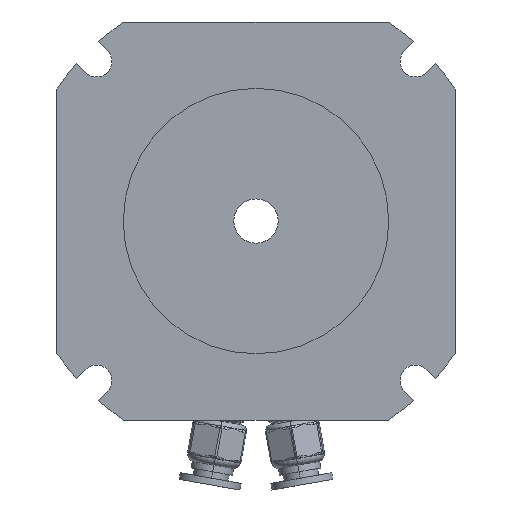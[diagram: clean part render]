
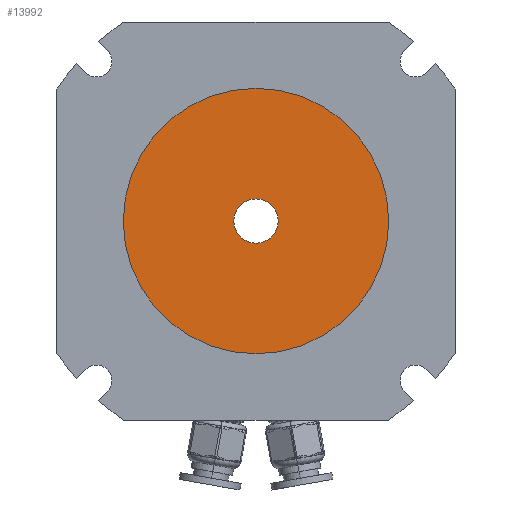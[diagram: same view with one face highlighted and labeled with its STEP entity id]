
A CAD part, front view. The second image highlights one B-rep face of the part: STEP entity #13992.
In plain terms, the highlighted planar face has unit normal (0, -1, 0).
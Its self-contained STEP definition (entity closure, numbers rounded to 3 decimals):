
#569 = DIRECTION ( 'NONE',  ( 0., 0., -1. ) ) ;
#835 = EDGE_CURVE ( 'NONE', #8899, #5722, #2019, .T. ) ;
#1106 = CARTESIAN_POINT ( 'NONE',  ( 0., 3., 5. ) ) ;
#1332 = EDGE_CURVE ( 'NONE', #15016, #16016, #5626, .T. ) ;
#1633 = FACE_BOUND ( 'NONE', #13728, .T. ) ;
#2019 = CIRCLE ( 'NONE', #13714, 5. ) ;
#2154 = EDGE_CURVE ( 'NONE', #16016, #15016, #3227, .T. ) ;
#2245 = DIRECTION ( 'NONE',  ( 0., 1., 0. ) ) ;
#2609 = CARTESIAN_POINT ( 'NONE',  ( 0., 3., -5. ) ) ;
#2945 = DIRECTION ( 'NONE',  ( 0., 1., 0. ) ) ;
#3093 = DIRECTION ( 'NONE',  ( 0., 0., -1. ) ) ;
#3227 = CIRCLE ( 'NONE', #5297, 30. ) ;
#3933 = CARTESIAN_POINT ( 'NONE',  ( 0., 3., -30. ) ) ;
#5297 = AXIS2_PLACEMENT_3D ( 'NONE', #5948, #6194, #9683 ) ;
#5451 = CARTESIAN_POINT ( 'NONE',  ( 0., 3., 0. ) ) ;
#5626 = CIRCLE ( 'NONE', #9777, 30. ) ;
#5722 = VERTEX_POINT ( 'NONE', #2609 ) ;
#5737 = CARTESIAN_POINT ( 'NONE',  ( 0., 3., 0. ) ) ;
#5948 = CARTESIAN_POINT ( 'NONE',  ( 0., 3., 0. ) ) ;
#6194 = DIRECTION ( 'NONE',  ( 0., -1., 0. ) ) ;
#6573 = PLANE ( 'NONE',  #9534 ) ;
#6622 = EDGE_CURVE ( 'NONE', #5722, #8899, #8462, .T. ) ;
#6902 = DIRECTION ( 'NONE',  ( 0., -1., 0. ) ) ;
#7082 = ORIENTED_EDGE ( 'NONE', *, *, #6622, .T. ) ;
#7189 = DIRECTION ( 'NONE',  ( 0., 0., -1. ) ) ;
#8363 = ORIENTED_EDGE ( 'NONE', *, *, #835, .T. ) ;
#8462 = CIRCLE ( 'NONE', #14704, 5. ) ;
#8493 = CARTESIAN_POINT ( 'NONE',  ( 0., 3., 30. ) ) ;
#8532 = ORIENTED_EDGE ( 'NONE', *, *, #2154, .T. ) ;
#8899 = VERTEX_POINT ( 'NONE', #1106 ) ;
#9534 = AXIS2_PLACEMENT_3D ( 'NONE', #11392, #12694, #569 ) ;
#9683 = DIRECTION ( 'NONE',  ( 0., 0., -1. ) ) ;
#9777 = AXIS2_PLACEMENT_3D ( 'NONE', #5451, #6902, #3093 ) ;
#10404 = FACE_OUTER_BOUND ( 'NONE', #13572, .T. ) ;
#10687 = ORIENTED_EDGE ( 'NONE', *, *, #1332, .T. ) ;
#11392 = CARTESIAN_POINT ( 'NONE',  ( 0., 3., 0. ) ) ;
#12694 = DIRECTION ( 'NONE',  ( 0., -1., 0. ) ) ;
#13572 = EDGE_LOOP ( 'NONE', ( #10687, #8532 ) ) ;
#13714 = AXIS2_PLACEMENT_3D ( 'NONE', #14110, #2945, #14191 ) ;
#13728 = EDGE_LOOP ( 'NONE', ( #8363, #7082 ) ) ;
#13992 = ADVANCED_FACE ( 'NONE', ( #1633, #10404 ), #6573, .T. ) ;
#14110 = CARTESIAN_POINT ( 'NONE',  ( 0., 3., 0. ) ) ;
#14191 = DIRECTION ( 'NONE',  ( 0., 0., -1. ) ) ;
#14704 = AXIS2_PLACEMENT_3D ( 'NONE', #5737, #2245, #7189 ) ;
#15016 = VERTEX_POINT ( 'NONE', #3933 ) ;
#16016 = VERTEX_POINT ( 'NONE', #8493 ) ;
